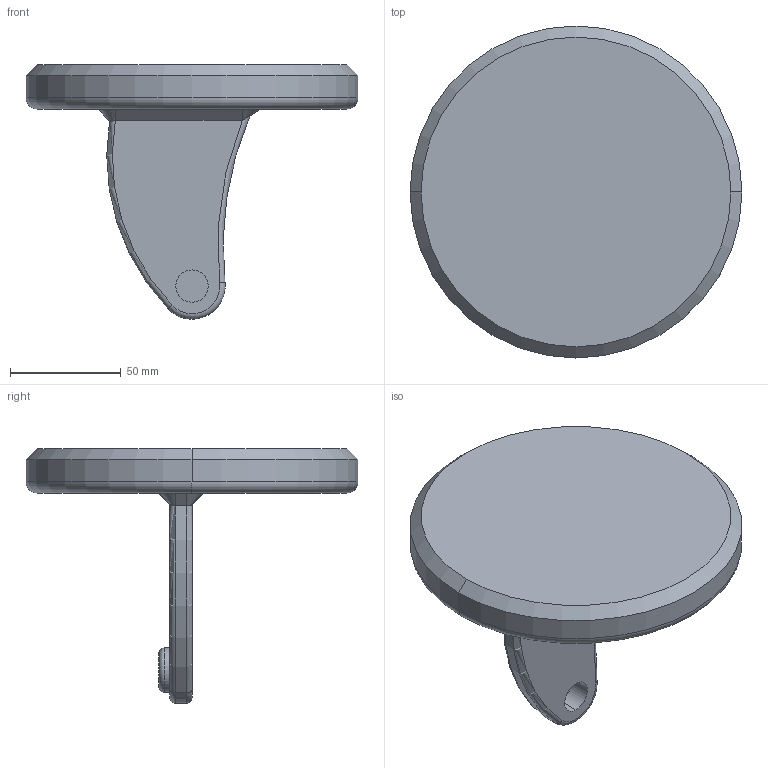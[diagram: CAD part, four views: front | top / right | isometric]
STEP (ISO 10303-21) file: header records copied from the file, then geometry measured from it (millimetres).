
FILE_DESCRIPTION (( 'STEP AP203' ), '1' );
FILE_NAME ('Part1_Default_sldprt.STEP', '2024-09-09T13:46:15', ( '' ), ( '' ), 'SwSTEP 2.0', 'SolidWorks 2024', '' );
FILE_SCHEMA (( 'CONFIG_CONTROL_DESIGN' ));
Length unit declared in the file: millimetre
Products named in the file (1): Part1_Default_sldprt
Bounding box: 150 x 150 x 115 mm (x, y, z)
Volume: 391143.3 mm3; surface area: 52680.7 mm2
Topology: 1 solids, 1 shells, 36 faces, 75 edges, 44 vertices
Faces by surface type: cylinder 10, torus 10, plane 10, bspline 4, cone 2
Entity records: 1599 total; most frequent: CARTESIAN_POINT 767, DIRECTION 165, ORIENTED_EDGE 150, EDGE_CURVE 75, AXIS2_PLACEMENT_3D 73, VERTEX_POINT 44, CIRCLE 40, EDGE_LOOP 39
